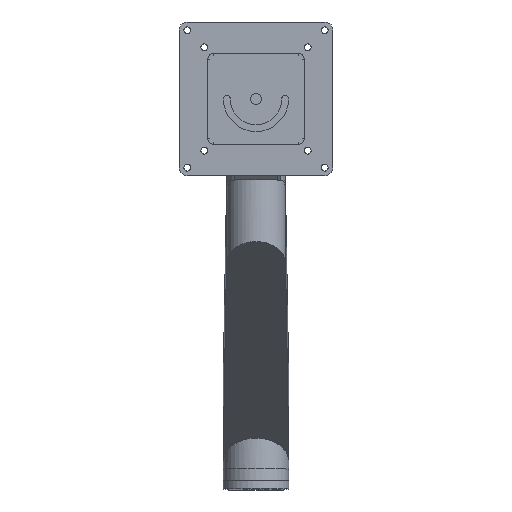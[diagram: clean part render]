
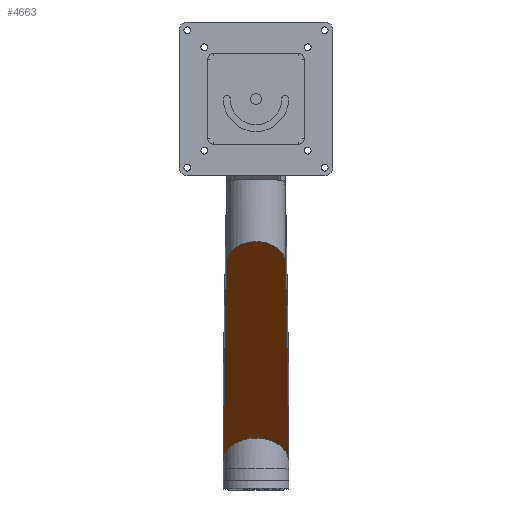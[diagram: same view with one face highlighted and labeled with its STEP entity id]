
A CAD part, front view. The second image highlights one B-rep face of the part: STEP entity #4663.
In plain terms, the highlighted planar face has unit normal (0, -0.593, -0.805).
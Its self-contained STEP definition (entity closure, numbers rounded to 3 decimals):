
#53=ELLIPSE('',#5130,29.299,24.);
#58=ELLIPSE('',#5148,26.247,21.5);
#235=PLANE('',#5149);
#444=FACE_OUTER_BOUND('',#728,.T.);
#728=EDGE_LOOP('',(#3922,#3923,#3924,#3925));
#1099=LINE('',#7769,#1458);
#1100=LINE('',#7770,#1459);
#1458=VECTOR('',#6409,1.);
#1459=VECTOR('',#6410,1.);
#2111=VERTEX_POINT('',#7730);
#2112=VERTEX_POINT('',#7732);
#2124=VERTEX_POINT('',#7762);
#2125=VERTEX_POINT('',#7765);
#2724=EDGE_CURVE('',#2112,#2111,#53,.T.);
#2741=EDGE_CURVE('',#2125,#2124,#58,.T.);
#2742=EDGE_CURVE('',#2124,#2111,#1099,.T.);
#2743=EDGE_CURVE('',#2112,#2125,#1100,.T.);
#3922=ORIENTED_EDGE('',*,*,#2724,.T.);
#3923=ORIENTED_EDGE('',*,*,#2742,.F.);
#3924=ORIENTED_EDGE('',*,*,#2741,.F.);
#3925=ORIENTED_EDGE('',*,*,#2743,.F.);
#4663=ADVANCED_FACE('',(#444),#235,.F.);
#5130=AXIS2_PLACEMENT_3D('',#7733,#6366,#6367);
#5148=AXIS2_PLACEMENT_3D('',#7767,#6405,#6406);
#5149=AXIS2_PLACEMENT_3D('',#7768,#6407,#6408);
#6366=DIRECTION('center_axis',(0.,0.593,0.805));
#6367=DIRECTION('ref_axis',(0.,0.805,-0.593));
#6405=DIRECTION('center_axis',(0.,0.593,0.805));
#6406=DIRECTION('ref_axis',(0.,0.805,-0.593));
#6407=DIRECTION('center_axis',(0.,0.593,0.805));
#6408=DIRECTION('ref_axis',(0.,0.805,-0.593));
#6409=DIRECTION('',(0.01,0.805,-0.593));
#6410=DIRECTION('',(0.01,-0.805,0.593));
#7730=CARTESIAN_POINT('',(23.998,0.18,20.003));
#7732=CARTESIAN_POINT('',(-23.998,0.18,20.003));
#7733=CARTESIAN_POINT('Origin',(0.,0.475,
19.786));
#7762=CARTESIAN_POINT('',(21.498,-196.37,164.782));
#7765=CARTESIAN_POINT('',(-21.498,-196.37,164.782));
#7767=CARTESIAN_POINT('Origin',(0.,-196.106,164.588));
#7768=CARTESIAN_POINT('Origin',(0.,-112.729,103.172));
#7769=CARTESIAN_POINT('',(22.876,-88.048,84.992));
#7770=CARTESIAN_POINT('',(-22.876,-88.048,84.992));
